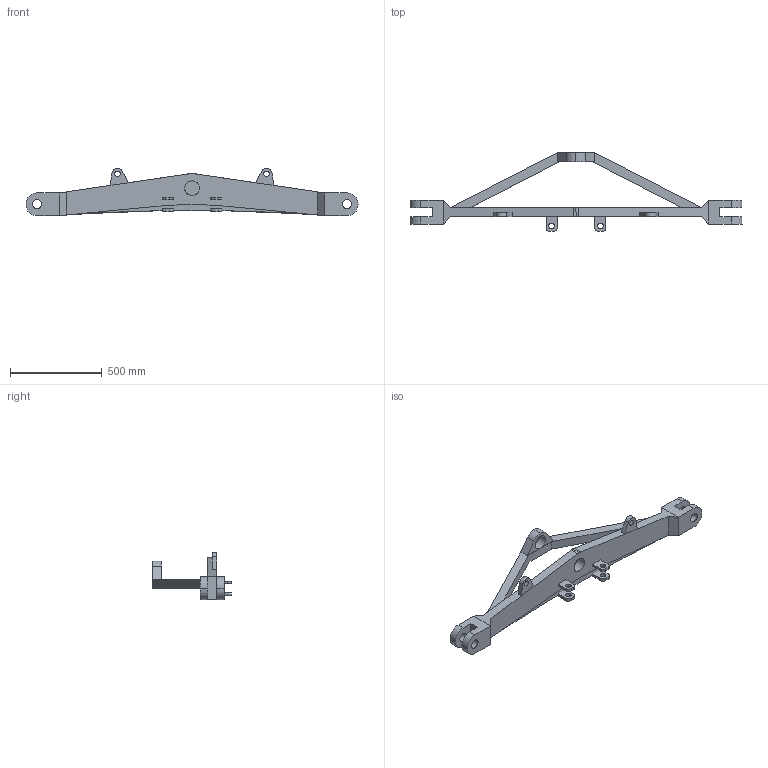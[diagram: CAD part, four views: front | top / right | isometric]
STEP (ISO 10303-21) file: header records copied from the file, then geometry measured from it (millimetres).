
FILE_DESCRIPTION(/* description */ ('','CAx-IF Rec.Pracs.---Representation and Presentation of Product Manufacturing Information (PMI)---4.0---2014-10-13'),/* implementation_level */ '2;1');
FILE_NAME(/* name */ 'FrontAxle.step',/* time_stamp */ '2024-12-16T21:08:14-05:00',/* author */ (''),/* organization */ (''),/* preprocessor_version */ 'ST-DEVELOPER v20',/* originating_system */ 'Autodesk Translation Framework v13.20.0.188',/* authorisation */ '');
FILE_SCHEMA (('AP242_MANAGED_MODEL_BASED_3D_ENGINEERING_MIM_LF { 1 0 10303 442 1 1 4 }'));
Length unit declared in the file: millimetre
Products named in the file (1): Front Axle
Bounding box: 1810.22 x 430 x 258.78 mm (x, y, z)
Volume: 19771875.2 mm3; surface area: 1241869.5 mm2
Topology: 1 solids, 1 shells, 112 faces, 329 edges, 215 vertices
Faces by surface type: plane 75, cylinder 37
Full cylindrical faces by diameter (mm): 30 x6, 50 x4, 80 x2
Entity records: 3746 total; most frequent: CARTESIAN_POINT 645, ORIENTED_EDGE 642, DIRECTION 635, EDGE_CURVE 321, LINE 233, VECTOR 233, VERTEX_POINT 211, AXIS2_PLACEMENT_3D 201
